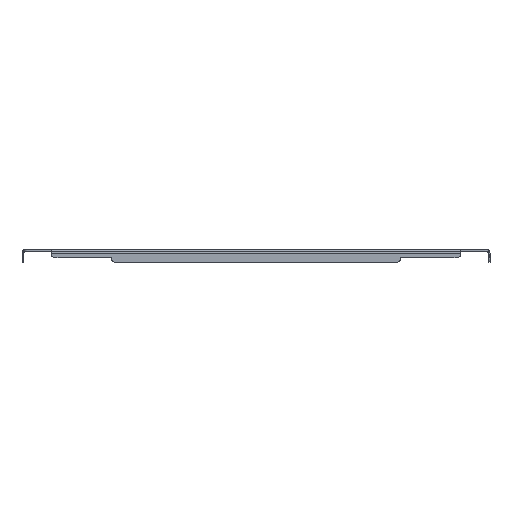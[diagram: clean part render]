
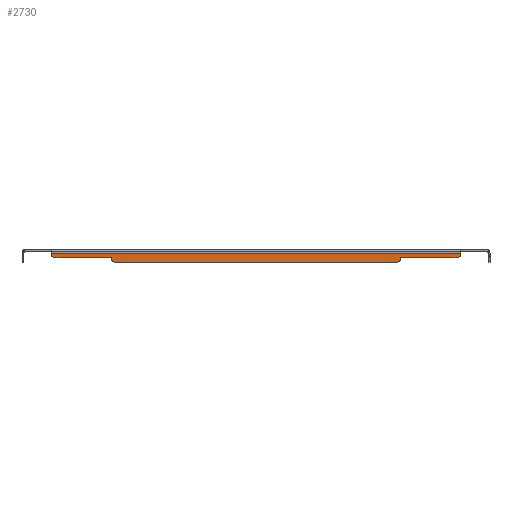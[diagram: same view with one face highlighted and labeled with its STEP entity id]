
A CAD part, front view. The second image highlights one B-rep face of the part: STEP entity #2730.
In plain terms, the highlighted planar face has unit normal (0, -1, 0).
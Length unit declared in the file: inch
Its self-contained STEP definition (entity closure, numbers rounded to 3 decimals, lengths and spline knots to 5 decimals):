
#16 = VECTOR ( 'NONE', #1618, 39.37008 ) ;
#63 = CARTESIAN_POINT ( 'NONE',  ( -9.59375, -29.96875, -0.875 ) ) ;
#64 = VECTOR ( 'NONE', #665, 39.37008 ) ;
#70 = VERTEX_POINT ( 'NONE', #63 ) ;
#109 = AXIS2_PLACEMENT_3D ( 'NONE', #2750, #3702, #1156 ) ;
#138 = EDGE_CURVE ( 'NONE', #1208, #3579, #2973, .T. ) ;
#142 = CARTESIAN_POINT ( 'NONE',  ( 9.84375, -29.96875, -0.5625 ) ) ;
#216 = PLANE ( 'NONE',  #3707 ) ;
#262 = LINE ( 'NONE', #3367, #650 ) ;
#267 = CIRCLE ( 'NONE', #4093, 0.25 ) ;
#329 = CARTESIAN_POINT ( 'NONE',  ( 9.84375, -29.96875, -0.625 ) ) ;
#361 = VERTEX_POINT ( 'NONE', #2758 ) ;
#367 = DIRECTION ( 'NONE',  ( 0., 0., -1. ) ) ;
#396 = DIRECTION ( 'NONE',  ( 1., 0., 0. ) ) ;
#412 = EDGE_CURVE ( 'NONE', #1280, #361, #2243, .T. ) ;
#417 = ORIENTED_EDGE ( 'NONE', *, *, #923, .F. ) ;
#422 = VERTEX_POINT ( 'NONE', #2575 ) ;
#504 = VECTOR ( 'NONE', #396, 39.37008 ) ;
#549 = VECTOR ( 'NONE', #1401, 39.37008 ) ;
#575 = CARTESIAN_POINT ( 'NONE',  ( 0., -29.96875, -0.875 ) ) ;
#595 = DIRECTION ( 'NONE',  ( 0., 0., -1. ) ) ;
#650 = VECTOR ( 'NONE', #1542, 39.37008 ) ;
#664 = DIRECTION ( 'NONE',  ( 0., 0., -1. ) ) ;
#665 = DIRECTION ( 'NONE',  ( -1., 0., 0. ) ) ;
#671 = EDGE_CURVE ( 'NONE', #4081, #70, #1565, .T. ) ;
#688 = CARTESIAN_POINT ( 'NONE',  ( -11.90625, -29.96875, -0.5625 ) ) ;
#791 = ORIENTED_EDGE ( 'NONE', *, *, #671, .F. ) ;
#923 = EDGE_CURVE ( 'NONE', #1738, #1347, #3273, .T. ) ;
#1002 = VERTEX_POINT ( 'NONE', #3499 ) ;
#1055 = EDGE_CURVE ( 'NONE', #1208, #4081, #3275, .T. ) ;
#1070 = ORIENTED_EDGE ( 'NONE', *, *, #412, .F. ) ;
#1136 = AXIS2_PLACEMENT_3D ( 'NONE', #1307, #1366, #367 ) ;
#1155 = CARTESIAN_POINT ( 'NONE',  ( -9.84375, -29.96875, -0.625 ) ) ;
#1156 = DIRECTION ( 'NONE',  ( 0., 0., -1. ) ) ;
#1178 = LINE ( 'NONE', #3101, #3449 ) ;
#1208 = VERTEX_POINT ( 'NONE', #329 ) ;
#1219 = ORIENTED_EDGE ( 'NONE', *, *, #2633, .F. ) ;
#1244 = DIRECTION ( 'NONE',  ( 0., 1., 0. ) ) ;
#1267 = CARTESIAN_POINT ( 'NONE',  ( 13.71875, -29.96875, -0.3125 ) ) ;
#1270 = LINE ( 'NONE', #3813, #3310 ) ;
#1280 = VERTEX_POINT ( 'NONE', #3270 ) ;
#1307 = CARTESIAN_POINT ( 'NONE',  ( 9.59375, -29.96875, -0.625 ) ) ;
#1347 = VERTEX_POINT ( 'NONE', #2391 ) ;
#1366 = DIRECTION ( 'NONE',  ( 0., 1., 0. ) ) ;
#1401 = DIRECTION ( 'NONE',  ( 0., 0., 1. ) ) ;
#1403 = EDGE_CURVE ( 'NONE', #361, #422, #267, .T. ) ;
#1456 = ORIENTED_EDGE ( 'NONE', *, *, #2761, .F. ) ;
#1542 = DIRECTION ( 'NONE',  ( 1., 0., 0. ) ) ;
#1565 = LINE ( 'NONE', #575, #64 ) ;
#1609 = DIRECTION ( 'NONE',  ( 0., 0., -1. ) ) ;
#1618 = DIRECTION ( 'NONE',  ( -1., 0., 0. ) ) ;
#1722 = ORIENTED_EDGE ( 'NONE', *, *, #1055, .F. ) ;
#1738 = VERTEX_POINT ( 'NONE', #2614 ) ;
#1804 = CARTESIAN_POINT ( 'NONE',  ( -13.71875, -29.96875, -0.3125 ) ) ;
#1809 = FACE_OUTER_BOUND ( 'NONE', #2694, .T. ) ;
#1851 = VECTOR ( 'NONE', #2937, 39.37008 ) ;
#1906 = VERTEX_POINT ( 'NONE', #3640 ) ;
#1972 = LINE ( 'NONE', #2952, #504 ) ;
#2011 = AXIS2_PLACEMENT_3D ( 'NONE', #1267, #1244, #1609 ) ;
#2149 = EDGE_CURVE ( 'NONE', #1280, #2787, #1270, .T. ) ;
#2197 = DIRECTION ( 'NONE',  ( 0., 0., -1. ) ) ;
#2243 = LINE ( 'NONE', #688, #16 ) ;
#2349 = ORIENTED_EDGE ( 'NONE', *, *, #138, .T. ) ;
#2391 = CARTESIAN_POINT ( 'NONE',  ( 13.71875, -29.96875, -0.5625 ) ) ;
#2465 = ORIENTED_EDGE ( 'NONE', *, *, #2149, .T. ) ;
#2481 = CARTESIAN_POINT ( 'NONE',  ( -15.84375, -29.96875, 0. ) ) ;
#2537 = ORIENTED_EDGE ( 'NONE', *, *, #2886, .F. ) ;
#2575 = CARTESIAN_POINT ( 'NONE',  ( -13.96875, -29.96875, -0.3125 ) ) ;
#2614 = CARTESIAN_POINT ( 'NONE',  ( 13.96875, -29.96875, -0.3125 ) ) ;
#2623 = CARTESIAN_POINT ( 'NONE',  ( -13.96875, -29.96875, -0.556 ) ) ;
#2633 = EDGE_CURVE ( 'NONE', #422, #1002, #3887, .T. ) ;
#2648 = CIRCLE ( 'NONE', #109, 0.25 ) ;
#2694 = EDGE_LOOP ( 'NONE', ( #3941, #417, #2537, #3654, #1219, #2812, #1070, #2465, #1456, #791, #1722, #2349 ) ) ;
#2730 = ADVANCED_FACE ( 'NONE', ( #1809 ), #216, .T. ) ;
#2733 = EDGE_CURVE ( 'NONE', #3579, #1347, #262, .T. ) ;
#2750 = CARTESIAN_POINT ( 'NONE',  ( -9.59375, -29.96875, -0.625 ) ) ;
#2758 = CARTESIAN_POINT ( 'NONE',  ( -13.71875, -29.96875, -0.5625 ) ) ;
#2761 = EDGE_CURVE ( 'NONE', #70, #2787, #2648, .T. ) ;
#2787 = VERTEX_POINT ( 'NONE', #1155 ) ;
#2812 = ORIENTED_EDGE ( 'NONE', *, *, #1403, .F. ) ;
#2886 = EDGE_CURVE ( 'NONE', #1906, #1738, #1178, .T. ) ;
#2937 = DIRECTION ( 'NONE',  ( 0., 0., 1. ) ) ;
#2952 = CARTESIAN_POINT ( 'NONE',  ( 13.96875, -29.96875, -0.237 ) ) ;
#2955 = CARTESIAN_POINT ( 'NONE',  ( 9.84375, -29.96875, 0. ) ) ;
#2973 = LINE ( 'NONE', #2955, #549 ) ;
#3101 = CARTESIAN_POINT ( 'NONE',  ( 13.96875, -29.96875, -0.556 ) ) ;
#3270 = CARTESIAN_POINT ( 'NONE',  ( -9.84375, -29.96875, -0.5625 ) ) ;
#3273 = CIRCLE ( 'NONE', #2011, 0.25 ) ;
#3275 = CIRCLE ( 'NONE', #1136, 0.25 ) ;
#3310 = VECTOR ( 'NONE', #664, 39.37008 ) ;
#3367 = CARTESIAN_POINT ( 'NONE',  ( 11.90625, -29.96875, -0.5625 ) ) ;
#3449 = VECTOR ( 'NONE', #595, 39.37008 ) ;
#3499 = CARTESIAN_POINT ( 'NONE',  ( -13.96875, -29.96875, -0.237 ) ) ;
#3579 = VERTEX_POINT ( 'NONE', #142 ) ;
#3640 = CARTESIAN_POINT ( 'NONE',  ( 13.96875, -29.96875, -0.237 ) ) ;
#3654 = ORIENTED_EDGE ( 'NONE', *, *, #3972, .F. ) ;
#3702 = DIRECTION ( 'NONE',  ( 0., 1., 0. ) ) ;
#3707 = AXIS2_PLACEMENT_3D ( 'NONE', #2481, #4037, #2197 ) ;
#3740 = DIRECTION ( 'NONE',  ( 0., 1., 0. ) ) ;
#3813 = CARTESIAN_POINT ( 'NONE',  ( -9.84375, -29.96875, 0. ) ) ;
#3887 = LINE ( 'NONE', #2623, #1851 ) ;
#3941 = ORIENTED_EDGE ( 'NONE', *, *, #2733, .T. ) ;
#3958 = CARTESIAN_POINT ( 'NONE',  ( 9.59375, -29.96875, -0.875 ) ) ;
#3972 = EDGE_CURVE ( 'NONE', #1002, #1906, #1972, .T. ) ;
#4032 = DIRECTION ( 'NONE',  ( 0., 0., -1. ) ) ;
#4037 = DIRECTION ( 'NONE',  ( 0., -1., 0. ) ) ;
#4081 = VERTEX_POINT ( 'NONE', #3958 ) ;
#4093 = AXIS2_PLACEMENT_3D ( 'NONE', #1804, #3740, #4032 ) ;
